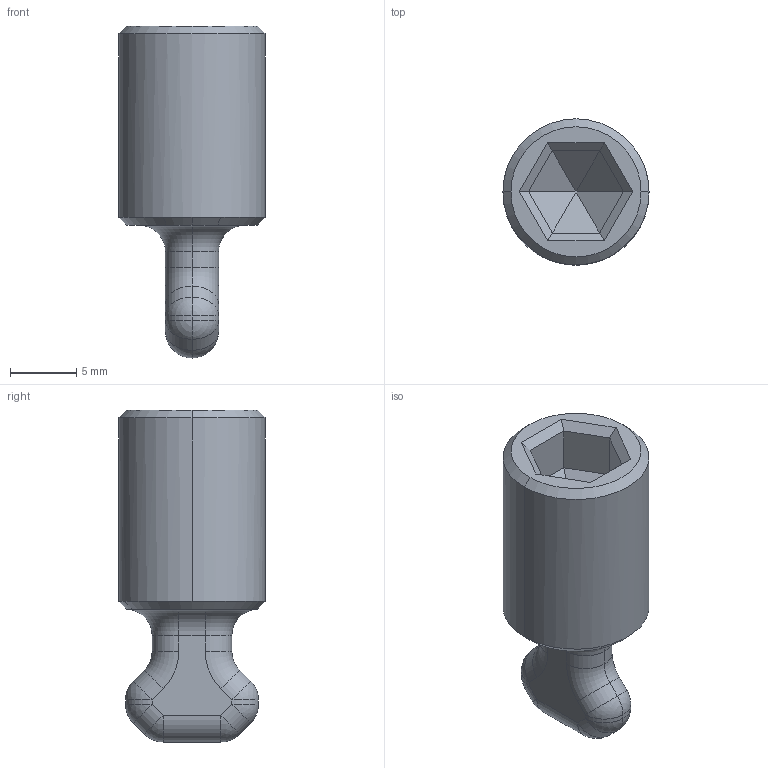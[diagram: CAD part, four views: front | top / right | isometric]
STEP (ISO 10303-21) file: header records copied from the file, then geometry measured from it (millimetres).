
FILE_DESCRIPTION (( 'STEP AP203' ), '1' );
FILE_NAME ('售忒.ST', '2024-09-27T09:32:11', ( '' ), ( '' ), 'SwSTEP 2.0', 'SolidWorks 2022', '' );
FILE_SCHEMA (( 'CONFIG_CONTROL_DESIGN' ));
Length unit declared in the file: millimetre
Products named in the file (1): ｰ簗ﾖｨｺ_｡ｧo_
Bounding box: 11 x 11 x 25 mm (x, y, z)
Volume: 1514.4 mm3; surface area: 957.8 mm2
Topology: 1 solids, 1 shells, 75 faces, 169 edges, 89 vertices
Faces by surface type: plane 24, cylinder 22, sphere 12, torus 8, cone 5, bspline 4
Entity records: 2289 total; most frequent: CARTESIAN_POINT 594, DIRECTION 360, ORIENTED_EDGE 322, EDGE_CURVE 161, AXIS2_PLACEMENT_3D 141, VERTEX_POINT 89, VECTOR 78, LINE 78
